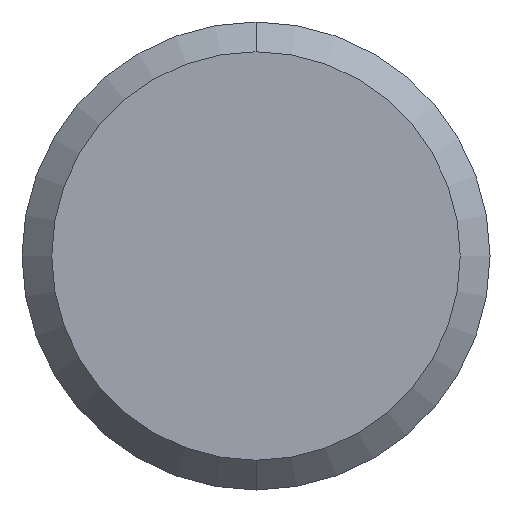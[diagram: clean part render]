
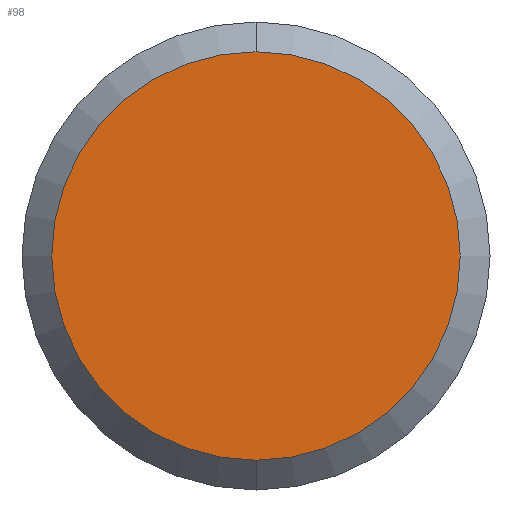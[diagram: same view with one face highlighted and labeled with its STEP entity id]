
A CAD part, front view. The second image highlights one B-rep face of the part: STEP entity #98.
In plain terms, the highlighted planar face has unit normal (0, -1, 0).
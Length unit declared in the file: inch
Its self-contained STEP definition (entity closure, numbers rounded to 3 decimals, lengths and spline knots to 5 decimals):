
#11 = DIRECTION ( 'NONE',  ( 0., 0., 1. ) ) ;
#16 = DIRECTION ( 'NONE',  ( 0., 1., 0. ) ) ;
#29 = CARTESIAN_POINT ( 'NONE',  ( 0., 0., 0. ) ) ;
#38 = FACE_OUTER_BOUND ( 'NONE', #142, .T. ) ;
#53 = CARTESIAN_POINT ( 'NONE',  ( 0., 0., -0.13733 ) ) ;
#55 = DIRECTION ( 'NONE',  ( 0., 0., 1. ) ) ;
#67 = ORIENTED_EDGE ( 'NONE', *, *, #90, .T. ) ;
#80 = CIRCLE ( 'NONE', #186, 0.13733 ) ;
#87 = DIRECTION ( 'NONE',  ( 0., 0., 1. ) ) ;
#90 = EDGE_CURVE ( 'NONE', #273, #232, #80, .T. ) ;
#98 = ADVANCED_FACE ( 'NONE', ( #38 ), #173, .F. ) ;
#112 = CARTESIAN_POINT ( 'NONE',  ( 0., 0., 0.13733 ) ) ;
#123 = ORIENTED_EDGE ( 'NONE', *, *, #247, .T. ) ;
#126 = AXIS2_PLACEMENT_3D ( 'NONE', #29, #257, #87 ) ;
#138 = CARTESIAN_POINT ( 'NONE',  ( 0., 0., 0. ) ) ;
#142 = EDGE_LOOP ( 'NONE', ( #67, #123 ) ) ;
#158 = AXIS2_PLACEMENT_3D ( 'NONE', #219, #16, #55 ) ;
#173 = PLANE ( 'NONE',  #158 ) ;
#174 = CIRCLE ( 'NONE', #126, 0.13733 ) ;
#186 = AXIS2_PLACEMENT_3D ( 'NONE', #138, #191, #11 ) ;
#191 = DIRECTION ( 'NONE',  ( 0., -1., 0. ) ) ;
#219 = CARTESIAN_POINT ( 'NONE',  ( 0., 0., 0. ) ) ;
#232 = VERTEX_POINT ( 'NONE', #53 ) ;
#247 = EDGE_CURVE ( 'NONE', #232, #273, #174, .T. ) ;
#257 = DIRECTION ( 'NONE',  ( 0., -1., 0. ) ) ;
#273 = VERTEX_POINT ( 'NONE', #112 ) ;
